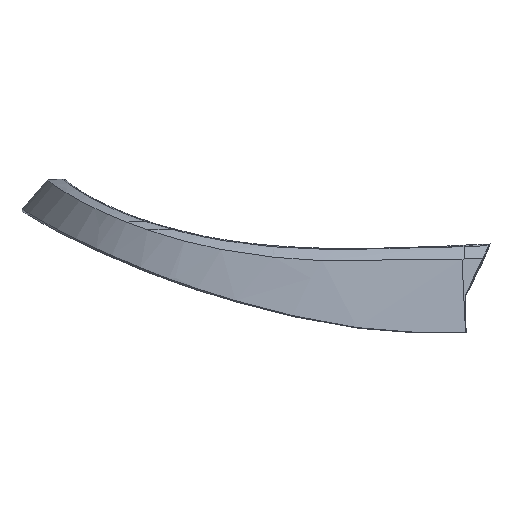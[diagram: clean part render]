
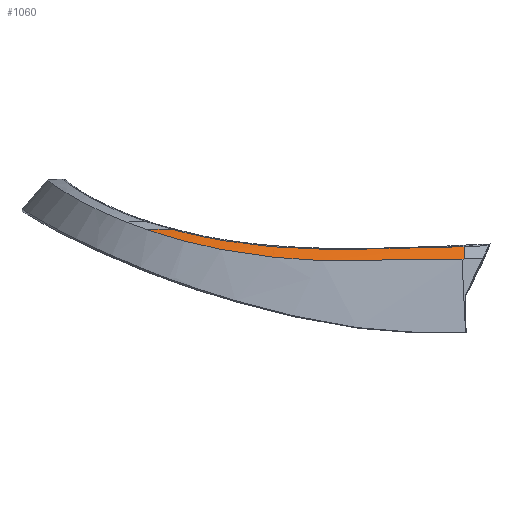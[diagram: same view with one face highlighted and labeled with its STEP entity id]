
A CAD part, front view. The second image highlights one B-rep face of the part: STEP entity #1060.
In plain terms, the highlighted free-form (B-spline) face has degree [5, 5] with [6, 6] control points.
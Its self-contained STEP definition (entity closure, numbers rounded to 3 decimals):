
#94=CARTESIAN_POINT('Vertex',(57.156,-114.519,232.865)) ;
#98=CARTESIAN_POINT('Control Point',(65.051,-114.741,233.096)) ;
#99=CARTESIAN_POINT('Control Point',(62.42,-114.667,233.019)) ;
#100=CARTESIAN_POINT('Control Point',(59.788,-114.593,232.942)) ;
#101=CARTESIAN_POINT('Control Point',(57.156,-114.519,232.865)) ;
#102=CARTESIAN_POINT('Vertex',(65.051,-114.741,233.096)) ;
#930=CARTESIAN_POINT('Control Point',(163.495,-117.409,235.983)) ;
#931=CARTESIAN_POINT('Control Point',(163.538,-121.195,233.536)) ;
#932=CARTESIAN_POINT('Control Point',(163.58,-124.692,230.989)) ;
#933=CARTESIAN_POINT('Control Point',(163.623,-127.918,228.31)) ;
#934=CARTESIAN_POINT('Control Point',(163.67,-130.867,225.459)) ;
#935=CARTESIAN_POINT('Control Point',(163.721,-133.517,222.435)) ;
#936=CARTESIAN_POINT('Control Point',(142.227,-116.855,235.358)) ;
#937=CARTESIAN_POINT('Control Point',(142.27,-120.604,233.024)) ;
#938=CARTESIAN_POINT('Control Point',(142.313,-124.099,230.578)) ;
#939=CARTESIAN_POINT('Control Point',(142.355,-127.353,227.984)) ;
#940=CARTESIAN_POINT('Control Point',(142.402,-130.357,225.209)) ;
#941=CARTESIAN_POINT('Control Point',(142.452,-133.078,222.244)) ;
#942=CARTESIAN_POINT('Control Point',(120.959,-116.288,234.734)) ;
#943=CARTESIAN_POINT('Control Point',(121.003,-120.003,232.513)) ;
#944=CARTESIAN_POINT('Control Point',(121.045,-123.498,230.165)) ;
#945=CARTESIAN_POINT('Control Point',(121.087,-126.784,227.654)) ;
#946=CARTESIAN_POINT('Control Point',(121.133,-129.842,224.95)) ;
#947=CARTESIAN_POINT('Control Point',(121.182,-132.633,222.045)) ;
#948=CARTESIAN_POINT('Control Point',(99.691,-115.71,234.111)) ;
#949=CARTESIAN_POINT('Control Point',(99.735,-119.392,232.002)) ;
#950=CARTESIAN_POINT('Control Point',(99.777,-122.89,229.75)) ;
#951=CARTESIAN_POINT('Control Point',(99.819,-126.21,227.318)) ;
#952=CARTESIAN_POINT('Control Point',(99.864,-129.323,224.684)) ;
#953=CARTESIAN_POINT('Control Point',(99.913,-132.184,221.837)) ;
#954=CARTESIAN_POINT('Control Point',(78.424,-115.12,233.489)) ;
#955=CARTESIAN_POINT('Control Point',(78.468,-118.772,231.488)) ;
#956=CARTESIAN_POINT('Control Point',(78.51,-122.275,229.33)) ;
#957=CARTESIAN_POINT('Control Point',(78.551,-125.631,226.975)) ;
#958=CARTESIAN_POINT('Control Point',(78.596,-128.802,224.408)) ;
#959=CARTESIAN_POINT('Control Point',(78.643,-131.732,221.62)) ;
#960=CARTESIAN_POINT('Control Point',(57.156,-114.519,232.865)) ;
#961=CARTESIAN_POINT('Control Point',(57.2,-118.143,230.971)) ;
#962=CARTESIAN_POINT('Control Point',(57.242,-121.655,228.905)) ;
#963=CARTESIAN_POINT('Control Point',(57.283,-125.049,226.625)) ;
#964=CARTESIAN_POINT('Control Point',(57.327,-128.277,224.123)) ;
#965=CARTESIAN_POINT('Control Point',(57.374,-131.276,221.393)) ;
#967=CARTESIAN_POINT('Control Point',(162.91,-132.992,223.)) ;
#968=CARTESIAN_POINT('Control Point',(153.072,-133.032,222.628)) ;
#969=CARTESIAN_POINT('Control Point',(143.235,-133.072,222.266)) ;
#970=CARTESIAN_POINT('Control Point',(133.397,-132.995,222.033)) ;
#971=CARTESIAN_POINT('Control Point',(118.082,-132.505,222.112)) ;
#972=CARTESIAN_POINT('Control Point',(102.756,-130.861,223.218)) ;
#973=CARTESIAN_POINT('Control Point',(97.28,-130.083,223.768)) ;
#974=CARTESIAN_POINT('Control Point',(89.607,-128.654,224.788)) ;
#975=CARTESIAN_POINT('Control Point',(81.933,-126.54,226.197)) ;
#976=CARTESIAN_POINT('Control Point',(79.739,-125.873,226.633)) ;
#977=CARTESIAN_POINT('Control Point',(73.907,-123.91,227.884)) ;
#978=CARTESIAN_POINT('Control Point',(68.073,-121.362,229.39)) ;
#979=CARTESIAN_POINT('Control Point',(64.435,-119.488,230.435)) ;
#980=CARTESIAN_POINT('Control Point',(60.796,-117.263,231.59)) ;
#981=CARTESIAN_POINT('Control Point',(57.156,-114.519,232.865)) ;
#982=CARTESIAN_POINT('Vertex',(162.91,-132.992,223.)) ;
#986=CARTESIAN_POINT('Control Point',(162.91,-132.992,223.)) ;
#987=CARTESIAN_POINT('Control Point',(163.177,-132.991,223.01)) ;
#988=CARTESIAN_POINT('Control Point',(163.444,-132.99,223.02)) ;
#989=CARTESIAN_POINT('Control Point',(163.711,-132.989,223.03)) ;
#990=CARTESIAN_POINT('Vertex',(163.711,-132.989,223.03)) ;
#994=CARTESIAN_POINT('Control Point',(163.642,-128.89,227.179)) ;
#995=CARTESIAN_POINT('Control Point',(163.664,-130.334,225.842)) ;
#996=CARTESIAN_POINT('Control Point',(163.687,-131.702,224.46)) ;
#997=CARTESIAN_POINT('Control Point',(163.711,-132.989,223.03)) ;
#998=CARTESIAN_POINT('Vertex',(163.642,-128.89,227.179)) ;
#1002=CARTESIAN_POINT('Control Point',(163.642,-128.89,227.179)) ;
#1003=CARTESIAN_POINT('Control Point',(163.529,-128.89,227.175)) ;
#1004=CARTESIAN_POINT('Control Point',(163.427,-128.891,227.17)) ;
#1005=CARTESIAN_POINT('Control Point',(163.33,-128.891,227.166)) ;
#1006=CARTESIAN_POINT('Control Point',(163.128,-128.892,227.158)) ;
#1007=CARTESIAN_POINT('Control Point',(162.926,-128.894,227.149)) ;
#1008=CARTESIAN_POINT('Control Point',(162.854,-128.894,227.146)) ;
#1009=CARTESIAN_POINT('Control Point',(162.781,-128.894,227.143)) ;
#1010=CARTESIAN_POINT('Control Point',(162.705,-128.895,227.14)) ;
#1011=CARTESIAN_POINT('Vertex',(162.705,-128.895,227.14)) ;
#1015=CARTESIAN_POINT('Control Point',(162.705,-128.895,227.14)) ;
#1016=CARTESIAN_POINT('Control Point',(157.367,-128.922,226.914)) ;
#1017=CARTESIAN_POINT('Control Point',(152.026,-128.95,226.69)) ;
#1018=CARTESIAN_POINT('Control Point',(146.682,-128.959,226.485)) ;
#1019=CARTESIAN_POINT('Control Point',(138.653,-128.914,226.235)) ;
#1020=CARTESIAN_POINT('Control Point',(130.612,-128.721,226.117)) ;
#1021=CARTESIAN_POINT('Control Point',(127.927,-128.637,226.095)) ;
#1022=CARTESIAN_POINT('Control Point',(122.552,-128.423,226.092)) ;
#1023=CARTESIAN_POINT('Control Point',(117.174,-128.097,226.18)) ;
#1024=CARTESIAN_POINT('Control Point',(114.484,-127.902,226.25)) ;
#1025=CARTESIAN_POINT('Control Point',(107.754,-127.321,226.497)) ;
#1026=CARTESIAN_POINT('Control Point',(101.023,-126.47,226.942)) ;
#1027=CARTESIAN_POINT('Control Point',(96.985,-125.841,227.29)) ;
#1028=CARTESIAN_POINT('Control Point',(91.628,-124.813,227.874)) ;
#1029=CARTESIAN_POINT('Control Point',(86.302,-123.463,228.633)) ;
#1030=CARTESIAN_POINT('Control Point',(84.975,-123.104,228.833)) ;
#1031=CARTESIAN_POINT('Control Point',(82.186,-122.3,229.28)) ;
#1032=CARTESIAN_POINT('Control Point',(79.41,-121.385,229.778)) ;
#1033=CARTESIAN_POINT('Control Point',(77.956,-120.871,230.055)) ;
#1034=CARTESIAN_POINT('Control Point',(75.337,-119.878,230.581)) ;
#1035=CARTESIAN_POINT('Control Point',(72.74,-118.759,231.156)) ;
#1036=CARTESIAN_POINT('Control Point',(71.584,-118.232,231.423)) ;
#1037=CARTESIAN_POINT('Control Point',(70.162,-117.545,231.765)) ;
#1038=CARTESIAN_POINT('Control Point',(68.753,-116.812,232.121)) ;
#1039=CARTESIAN_POINT('Control Point',(68.477,-116.667,232.191)) ;
#1040=CARTESIAN_POINT('Control Point',(68.207,-116.523,232.26)) ;
#1041=CARTESIAN_POINT('Control Point',(67.938,-116.377,232.33)) ;
#1042=CARTESIAN_POINT('Vertex',(67.938,-116.377,232.33)) ;
#1046=CARTESIAN_POINT('Control Point',(67.938,-116.377,232.33)) ;
#1047=CARTESIAN_POINT('Control Point',(66.961,-115.854,232.58)) ;
#1048=CARTESIAN_POINT('Control Point',(66.006,-115.314,232.834)) ;
#1049=CARTESIAN_POINT('Control Point',(65.051,-114.741,233.096)) ;
#104=EDGE_CURVE('',#103,#95,#97,.T.) ;
#984=EDGE_CURVE('',#983,#95,#966,.T.) ;
#992=EDGE_CURVE('',#983,#991,#985,.T.) ;
#1000=EDGE_CURVE('',#991,#999,#993,.F.) ;
#1013=EDGE_CURVE('',#1012,#999,#1001,.F.) ;
#1044=EDGE_CURVE('',#1043,#1012,#1014,.F.) ;
#1050=EDGE_CURVE('',#103,#1043,#1045,.F.) ;
#1052=ORIENTED_EDGE('',*,*,#104,.T.) ;
#1053=ORIENTED_EDGE('',*,*,#984,.F.) ;
#1054=ORIENTED_EDGE('',*,*,#992,.T.) ;
#1055=ORIENTED_EDGE('',*,*,#1000,.T.) ;
#1056=ORIENTED_EDGE('',*,*,#1013,.F.) ;
#1057=ORIENTED_EDGE('',*,*,#1044,.F.) ;
#1058=ORIENTED_EDGE('',*,*,#1050,.F.) ;
#1051=EDGE_LOOP('',(#1052,#1053,#1054,#1055,#1056,#1057,#1058)) ;
#95=VERTEX_POINT('',#94) ;
#103=VERTEX_POINT('',#102) ;
#983=VERTEX_POINT('',#982) ;
#991=VERTEX_POINT('',#990) ;
#999=VERTEX_POINT('',#998) ;
#1012=VERTEX_POINT('',#1011) ;
#1043=VERTEX_POINT('',#1042) ;
#1060=ADVANCED_FACE('PartBody',(#1059),#929,.T.) ;
#97=B_SPLINE_CURVE_WITH_KNOTS('',3,(#98,#99,#100,#101),.UNSPECIFIED.,.F.,.U.,(4,4),(98.498,106.397),.UNSPECIFIED.) ;
#966=B_SPLINE_CURVE_WITH_KNOTS('',5,(#967,#968,#969,#970,#971,#972,#973,#974,#975,#976,#977,#978,#979,#980,#981),.UNSPECIFIED.,.F.,.U.,(6,3,3,3,6),(0.,49.333,76.756,87.734,105.933),.UNSPECIFIED.) ;
#985=B_SPLINE_CURVE_WITH_KNOTS('',3,(#986,#987,#988,#989),.UNSPECIFIED.,.F.,.U.,(4,4),(-0.499,0.303),.UNSPECIFIED.) ;
#993=B_SPLINE_CURVE_WITH_KNOTS('',3,(#994,#995,#996,#997),.UNSPECIFIED.,.F.,.U.,(4,4),(0.974,1.387),.UNSPECIFIED.) ;
#1001=B_SPLINE_CURVE_WITH_KNOTS('',5,(#1002,#1003,#1004,#1005,#1006,#1007,#1008,#1009,#1010),.UNSPECIFIED.,.F.,.U.,(6,3,6),(3.71,4.591,5.159),.UNSPECIFIED.) ;
#1014=B_SPLINE_CURVE_WITH_KNOTS('',5,(#1015,#1016,#1017,#1018,#1019,#1020,#1021,#1022,#1023,#1024,#1025,#1026,#1027,#1028,#1029,#1030,#1031,#1032,#1033,#1034,#1035,#1036,#1037,#1038,#1039,#1040,#1041),.UNSPECIFIED.,.F.,.U.,(6,3,3,3,3,3,3,3,6),(30.299,68.084,87.017,105.969,134.378,143.823,154.259,162.7,164.696),.UNSPECIFIED.) ;
#1045=B_SPLINE_CURVE_WITH_KNOTS('',3,(#1046,#1047,#1048,#1049),.UNSPECIFIED.,.F.,.U.,(4,4),(63.005,67.351),.UNSPECIFIED.) ;
#929=B_SPLINE_SURFACE_WITH_KNOTS('',5,5,((#930,#931,#932,#933,#934,#935),(#936,#937,#938,#939,#940,#941),(#942,#943,#944,#945,#946,#947),(#948,#949,#950,#951,#952,#953),(#954,#955,#956,#957,#958,#959),(#960,#961,#962,#963,#964,#965)),.UNSPECIFIED.,.F.,.F.,.U.,(6,6),(6,6),(0.,106.397),(0.,1.444),.UNSPECIFIED.) ;
#1059=FACE_OUTER_BOUND('',#1051,.T.) ;
